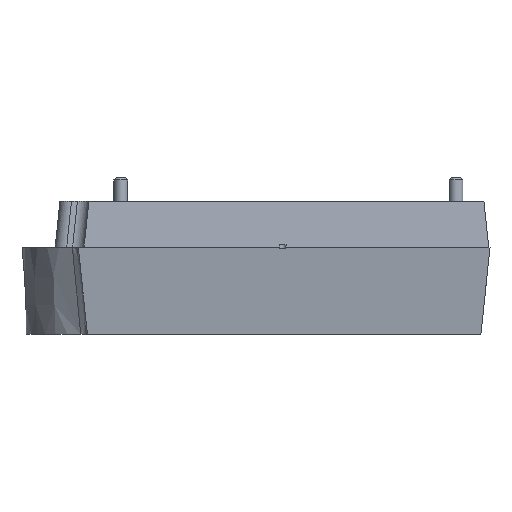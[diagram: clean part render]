
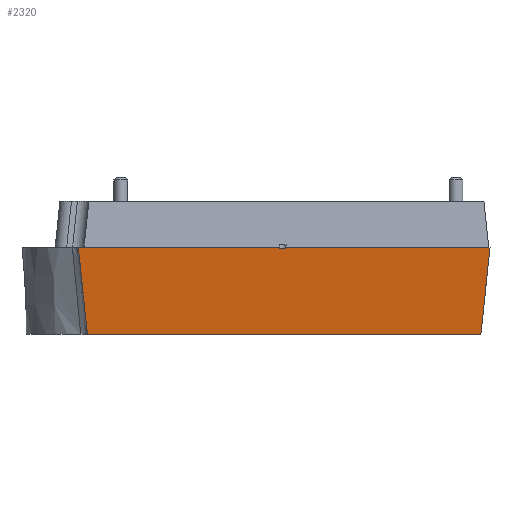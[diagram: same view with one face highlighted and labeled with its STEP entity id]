
A CAD part, left-side view. The second image highlights one B-rep face of the part: STEP entity #2320.
In plain terms, the highlighted planar face has unit normal (-0.995, 0, -0.104).
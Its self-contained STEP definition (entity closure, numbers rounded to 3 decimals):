
#1518=PLANE('',#21277);
#2320=ADVANCED_FACE('',(#3850),#1518,.F.);
#3850=FACE_OUTER_BOUND('',#4958,.T.);
#4958=EDGE_LOOP('',(#11461,#11462,#11463,#11464,#11465,#11466,#11467,#11468));
#6166=LINE('',#28251,#7718);
#6252=LINE('',#28474,#7804);
#6278=LINE('',#28552,#7830);
#6299=LINE('',#28623,#7851);
#6840=LINE('',#32268,#8392);
#6841=LINE('',#32270,#8393);
#6842=LINE('',#32272,#8394);
#6843=LINE('',#32273,#8395);
#7718=VECTOR('',#22437,1.);
#7804=VECTOR('',#22597,1.);
#7830=VECTOR('',#22643,1.);
#7851=VECTOR('',#22686,1.);
#8392=VECTOR('',#24895,1.);
#8393=VECTOR('',#24896,1.);
#8394=VECTOR('',#24897,1.);
#8395=VECTOR('',#24898,1.);
#11461=ORIENTED_EDGE('',*,*,#17120,.F.);
#11462=ORIENTED_EDGE('',*,*,#17009,.T.);
#11463=ORIENTED_EDGE('',*,*,#18249,.F.);
#11464=ORIENTED_EDGE('',*,*,#18250,.T.);
#11465=ORIENTED_EDGE('',*,*,#18251,.F.);
#11466=ORIENTED_EDGE('',*,*,#17154,.T.);
#11467=ORIENTED_EDGE('',*,*,#17185,.T.);
#11468=ORIENTED_EDGE('',*,*,#18252,.T.);
#15175=VERTEX_POINT('',#28250);
#15176=VERTEX_POINT('',#28252);
#15270=VERTEX_POINT('',#28475);
#15299=VERTEX_POINT('',#28551);
#15300=VERTEX_POINT('',#28553);
#15328=VERTEX_POINT('',#28622);
#15959=VERTEX_POINT('',#32269);
#15960=VERTEX_POINT('',#32271);
#17009=EDGE_CURVE('',#15176,#15175,#6166,.T.);
#17120=EDGE_CURVE('',#15176,#15270,#6252,.T.);
#17154=EDGE_CURVE('',#15300,#15299,#6278,.T.);
#17185=EDGE_CURVE('',#15299,#15328,#6299,.T.);
#18249=EDGE_CURVE('',#15959,#15175,#6840,.T.);
#18250=EDGE_CURVE('',#15959,#15960,#6841,.T.);
#18251=EDGE_CURVE('',#15300,#15960,#6842,.T.);
#18252=EDGE_CURVE('',#15328,#15270,#6843,.T.);
#21277=AXIS2_PLACEMENT_3D('',#32274,#24899,#24900);
#22437=DIRECTION('',(0.,1.,0.));
#22597=DIRECTION('',(0.104,0.104,-0.989));
#22643=DIRECTION('',(0.,1.,0.));
#22686=DIRECTION('',(0.104,-0.104,-0.989));
#24895=DIRECTION('',(-0.104,-0.035,0.994));
#24896=DIRECTION('',(0.,1.,0.));
#24897=DIRECTION('',(0.104,-0.035,-0.994));
#24898=DIRECTION('',(0.,-1.,0.));
#24899=DIRECTION('',(0.995,0.,0.105));
#24900=DIRECTION('',(0.105,0.,-0.995));
#28250=CARTESIAN_POINT('',(0.,180.783,75.));
#28251=CARTESIAN_POINT('',(0.,180.,75.));
#28252=CARTESIAN_POINT('',(0.,3.874,75.));
#28474=CARTESIAN_POINT('',(3.849,7.724,38.379));
#28475=CARTESIAN_POINT('',(7.883,11.757,0.));
#28551=CARTESIAN_POINT('',(0.,360.,75.));
#28552=CARTESIAN_POINT('',(0.,180.,75.));
#28553=CARTESIAN_POINT('',(0.,185.783,75.));
#28622=CARTESIAN_POINT('',(7.883,352.117,0.));
#28623=CARTESIAN_POINT('',(6.053,353.947,17.414));
#32268=CARTESIAN_POINT('',(0.65,180.998,68.817));
#32269=CARTESIAN_POINT('',(0.105,180.817,74.));
#32270=CARTESIAN_POINT('',(0.105,360.,74.));
#32271=CARTESIAN_POINT('',(0.105,185.748,74.));
#32272=CARTESIAN_POINT('',(-0.632,185.992,81.01));
#32273=CARTESIAN_POINT('',(7.883,360.,0.));
#32274=CARTESIAN_POINT('',(0.,360.,75.));
